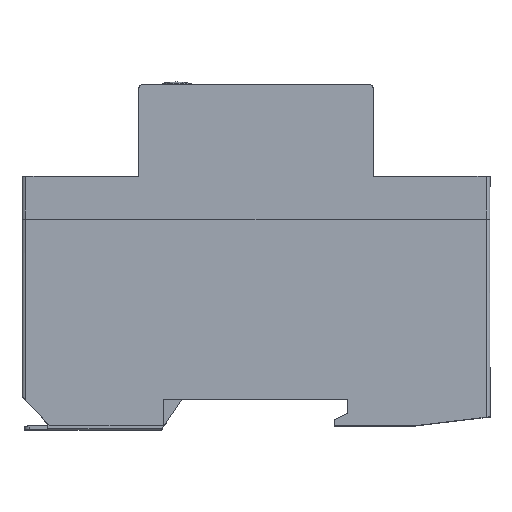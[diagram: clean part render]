
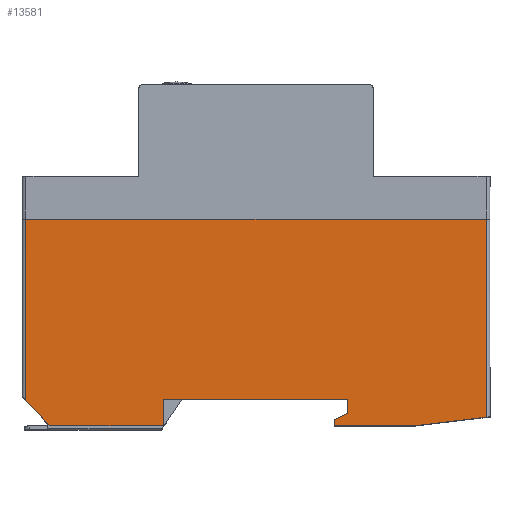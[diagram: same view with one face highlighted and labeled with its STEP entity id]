
A CAD part, top view. The second image highlights one B-rep face of the part: STEP entity #13581.
In plain terms, the highlighted planar face has unit normal (0, 0, 1).
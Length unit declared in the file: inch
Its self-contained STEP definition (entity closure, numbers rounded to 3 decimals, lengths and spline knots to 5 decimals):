
#1573 = VERTEX_POINT ( 'NONE', #31736 ) ;
#1605 = ORIENTED_EDGE ( 'NONE', *, *, #28550, .F. ) ;
#2602 = LINE ( 'NONE', #14542, #37040 ) ;
#2713 = EDGE_CURVE ( 'NONE', #22201, #39315, #28758, .T. ) ;
#2793 = DIRECTION ( 'NONE',  ( -1., 0., 0. ) ) ;
#2828 = LINE ( 'NONE', #22125, #23366 ) ;
#3110 = ORIENTED_EDGE ( 'NONE', *, *, #34547, .F. ) ;
#3352 = CARTESIAN_POINT ( 'NONE',  ( -0.7055, -1.3, 0.702 ) ) ;
#3437 = EDGE_CURVE ( 'NONE', #1573, #25621, #8617, .T. ) ;
#5946 = CARTESIAN_POINT ( 'NONE',  ( 0.6945, -1.203, 0.702 ) ) ;
#6742 = CARTESIAN_POINT ( 'NONE',  ( 0.5945, -1.3, 0.702 ) ) ;
#6971 = EDGE_CURVE ( 'NONE', #35487, #1573, #33517, .T. ) ;
#7124 = CARTESIAN_POINT ( 'NONE',  ( -1.7525, 0.27429, 0.702 ) ) ;
#7480 = CARTESIAN_POINT ( 'NONE',  ( 0.6945, -1.096, 0.702 ) ) ;
#7510 = CARTESIAN_POINT ( 'NONE',  ( 1.7825, -1.231, 0.702 ) ) ;
#7745 = DIRECTION ( 'NONE',  ( 0., 1., 0. ) ) ;
#7773 = DIRECTION ( 'NONE',  ( -0.678, 0.735, 0. ) ) ;
#8197 = VECTOR ( 'NONE', #14227, 39.37008 ) ;
#8450 = EDGE_CURVE ( 'NONE', #22201, #36966, #22054, .T. ) ;
#8493 = VECTOR ( 'NONE', #17329, 39.37008 ) ;
#8617 = LINE ( 'NONE', #12721, #12213 ) ;
#9076 = DIRECTION ( 'NONE',  ( 0.894, 0.447, 0. ) ) ;
#10351 = EDGE_LOOP ( 'NONE', ( #24232, #41276, #35115, #20793, #3110, #23233, #28762, #33555, #22798, #29156, #1605, #29547 ) ) ;
#11064 = EDGE_CURVE ( 'NONE', #36820, #39315, #2828, .T. ) ;
#11607 = VERTEX_POINT ( 'NONE', #25346 ) ;
#11619 = LINE ( 'NONE', #40628, #12641 ) ;
#11968 = DIRECTION ( 'NONE',  ( 0., 1., 0. ) ) ;
#12213 = VECTOR ( 'NONE', #2793, 39.37008 ) ;
#12641 = VECTOR ( 'NONE', #7773, 39.37008 ) ;
#12721 = CARTESIAN_POINT ( 'NONE',  ( -0.7055, -1.096, 0.702 ) ) ;
#13211 = LINE ( 'NONE', #27377, #28655 ) ;
#13581 = ADVANCED_FACE ( 'NONE', ( #18496 ), #15011, .T. ) ;
#14227 = DIRECTION ( 'NONE',  ( 1., 0., 0. ) ) ;
#14342 = VECTOR ( 'NONE', #21857, 39.37008 ) ;
#14348 = CARTESIAN_POINT ( 'NONE',  ( -1.7525, -1.0725, 0.702 ) ) ;
#14375 = CARTESIAN_POINT ( 'NONE',  ( -1.7825, 0.27429, 0.702 ) ) ;
#14542 = CARTESIAN_POINT ( 'NONE',  ( -1.7825, -1.3, 0.702 ) ) ;
#15011 = PLANE ( 'NONE',  #30669 ) ;
#15199 = EDGE_CURVE ( 'NONE', #36913, #11607, #22379, .T. ) ;
#16694 = LINE ( 'NONE', #42112, #42070 ) ;
#17235 = DIRECTION ( 'NONE',  ( -0.993, -0.119, 0. ) ) ;
#17329 = DIRECTION ( 'NONE',  ( 0., 1., 0. ) ) ;
#17584 = VERTEX_POINT ( 'NONE', #38057 ) ;
#17754 = CARTESIAN_POINT ( 'NONE',  ( 0.5945, -1.253, 0.702 ) ) ;
#18496 = FACE_OUTER_BOUND ( 'NONE', #10351, .T. ) ;
#18549 = VECTOR ( 'NONE', #7745, 39.37008 ) ;
#18988 = VECTOR ( 'NONE', #17235, 39.37008 ) ;
#19614 = EDGE_CURVE ( 'NONE', #36913, #26719, #2602, .T. ) ;
#20793 = ORIENTED_EDGE ( 'NONE', *, *, #29260, .T. ) ;
#20857 = VERTEX_POINT ( 'NONE', #41990 ) ;
#21101 = CARTESIAN_POINT ( 'NONE',  ( 1.7525, 0.27429, 0.702 ) ) ;
#21857 = DIRECTION ( 'NONE',  ( 0., -1., 0. ) ) ;
#22054 = LINE ( 'NONE', #14348, #14342 ) ;
#22125 = CARTESIAN_POINT ( 'NONE',  ( 1.7525, 0.6, 0.702 ) ) ;
#22201 = VERTEX_POINT ( 'NONE', #7124 ) ;
#22379 = LINE ( 'NONE', #17754, #8493 ) ;
#22798 = ORIENTED_EDGE ( 'NONE', *, *, #15199, .F. ) ;
#23233 = ORIENTED_EDGE ( 'NONE', *, *, #3437, .F. ) ;
#23366 = VECTOR ( 'NONE', #11968, 39.37008 ) ;
#24232 = ORIENTED_EDGE ( 'NONE', *, *, #2713, .F. ) ;
#24869 = CARTESIAN_POINT ( 'NONE',  ( -0.7055, -1.096, 0.702 ) ) ;
#25346 = CARTESIAN_POINT ( 'NONE',  ( 0.5945, -1.253, 0.702 ) ) ;
#25390 = CARTESIAN_POINT ( 'NONE',  ( -1.7825, -1.3, 0.702 ) ) ;
#25621 = VERTEX_POINT ( 'NONE', #24869 ) ;
#26719 = VERTEX_POINT ( 'NONE', #27678 ) ;
#27377 = CARTESIAN_POINT ( 'NONE',  ( -1.7825, -1.3, 0.702 ) ) ;
#27678 = CARTESIAN_POINT ( 'NONE',  ( 1.2045, -1.3, 0.702 ) ) ;
#28400 = DIRECTION ( 'NONE',  ( 0., 0., 1. ) ) ;
#28550 = EDGE_CURVE ( 'NONE', #36820, #26719, #28770, .T. ) ;
#28655 = VECTOR ( 'NONE', #37629, 39.37008 ) ;
#28758 = LINE ( 'NONE', #14375, #8197 ) ;
#28762 = ORIENTED_EDGE ( 'NONE', *, *, #6971, .F. ) ;
#28770 = LINE ( 'NONE', #7510, #18988 ) ;
#29156 = ORIENTED_EDGE ( 'NONE', *, *, #19614, .T. ) ;
#29260 = EDGE_CURVE ( 'NONE', #17584, #20857, #13211, .T. ) ;
#29547 = ORIENTED_EDGE ( 'NONE', *, *, #11064, .T. ) ;
#29576 = LINE ( 'NONE', #3352, #33164 ) ;
#30669 = AXIS2_PLACEMENT_3D ( 'NONE', #25390, #28400, #31293 ) ;
#31293 = DIRECTION ( 'NONE',  ( 1., 0., 0. ) ) ;
#31736 = CARTESIAN_POINT ( 'NONE',  ( 0.6945, -1.096, 0.702 ) ) ;
#33164 = VECTOR ( 'NONE', #33655, 39.37008 ) ;
#33517 = LINE ( 'NONE', #7480, #18549 ) ;
#33555 = ORIENTED_EDGE ( 'NONE', *, *, #40106, .F. ) ;
#33655 = DIRECTION ( 'NONE',  ( 0., -1., 0. ) ) ;
#33727 = CARTESIAN_POINT ( 'NONE',  ( -1.7525, -1.105, 0.702 ) ) ;
#34547 = EDGE_CURVE ( 'NONE', #25621, #20857, #29576, .T. ) ;
#35115 = ORIENTED_EDGE ( 'NONE', *, *, #42206, .F. ) ;
#35487 = VERTEX_POINT ( 'NONE', #5946 ) ;
#36820 = VERTEX_POINT ( 'NONE', #42777 ) ;
#36913 = VERTEX_POINT ( 'NONE', #6742 ) ;
#36966 = VERTEX_POINT ( 'NONE', #33727 ) ;
#37040 = VECTOR ( 'NONE', #38052, 39.37008 ) ;
#37629 = DIRECTION ( 'NONE',  ( 1., 0., 0. ) ) ;
#38052 = DIRECTION ( 'NONE',  ( 1., 0., 0. ) ) ;
#38057 = CARTESIAN_POINT ( 'NONE',  ( -1.5725, -1.3, 0.702 ) ) ;
#39315 = VERTEX_POINT ( 'NONE', #21101 ) ;
#40106 = EDGE_CURVE ( 'NONE', #11607, #35487, #16694, .T. ) ;
#40628 = CARTESIAN_POINT ( 'NONE',  ( -1.7825, -1.0725, 0.702 ) ) ;
#41276 = ORIENTED_EDGE ( 'NONE', *, *, #8450, .T. ) ;
#41990 = CARTESIAN_POINT ( 'NONE',  ( -0.7055, -1.3, 0.702 ) ) ;
#42070 = VECTOR ( 'NONE', #9076, 39.37008 ) ;
#42112 = CARTESIAN_POINT ( 'NONE',  ( 0.6945, -1.203, 0.702 ) ) ;
#42206 = EDGE_CURVE ( 'NONE', #17584, #36966, #11619, .T. ) ;
#42777 = CARTESIAN_POINT ( 'NONE',  ( 1.7525, -1.23458, 0.702 ) ) ;
